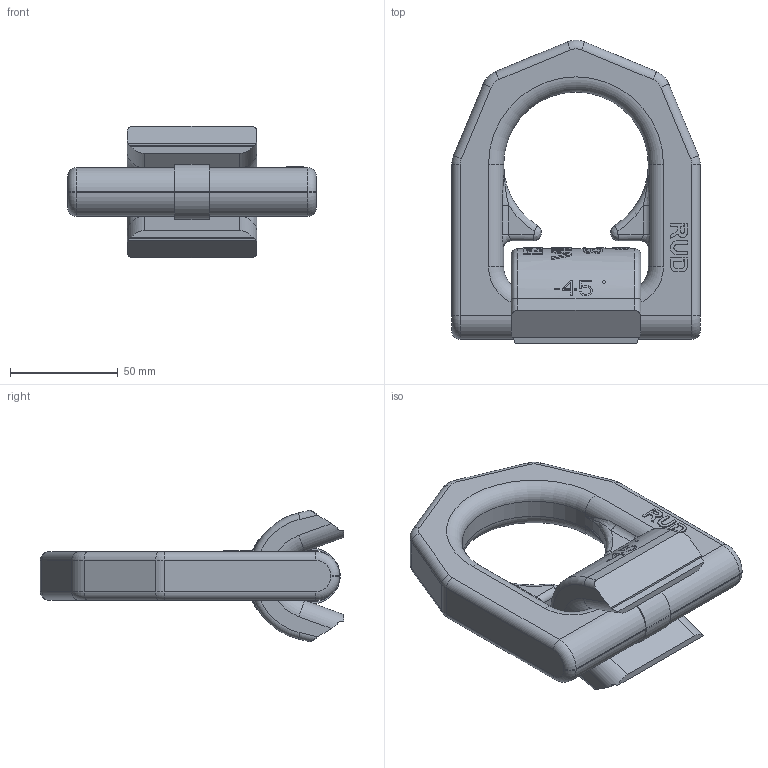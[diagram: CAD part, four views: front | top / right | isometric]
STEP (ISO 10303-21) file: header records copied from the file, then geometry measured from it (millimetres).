
FILE_DESCRIPTION((''),'2;1');
FILE_NAME('001-M32120-P6_ASM','2018-11-26T',('anja.joas'),(''),'PRO/ENGINEER BY PARAMETRIC TECHNOLOGY CORPORATION, 2011490','PRO/ENGINEER BY PARAMETRIC TECHNOLOGY CORPORATION, 2011490','');
FILE_SCHEMA(('CONFIG_CONTROL_DESIGN'));
Length unit declared in the file: millimetre
Products named in the file (4): 001-M32120-P-30_AF0; 001-M32120-P5_ASM; 001-M34886-P1; 001-M32120-P6_ASM
Assembly tree (3 placements, depth 3):
  001-M32120-P6_ASM
    001-M32120-P5_ASM
      001-M32120-P-30_AF0
    001-M34886-P1
Bounding box: 115 x 140.47 x 61 mm (x, y, z)
Volume: 267699.8 mm3; surface area: 46589.5 mm2
Topology: 2 solids, 2 shells, 512 faces, 1372 edges, 888 vertices
Faces by surface type: plane 371, cylinder 92, torus 32, bspline 16, extrusion 1
Entity records: 17522 total; most frequent: CARTESIAN_POINT 5152, ORIENTED_EDGE 2744, DIRECTION 2303, EDGE_CURVE 1372, VERTEX_POINT 888, AXIS2_PLACEMENT_3D 795, VECTOR 713, LINE 712
